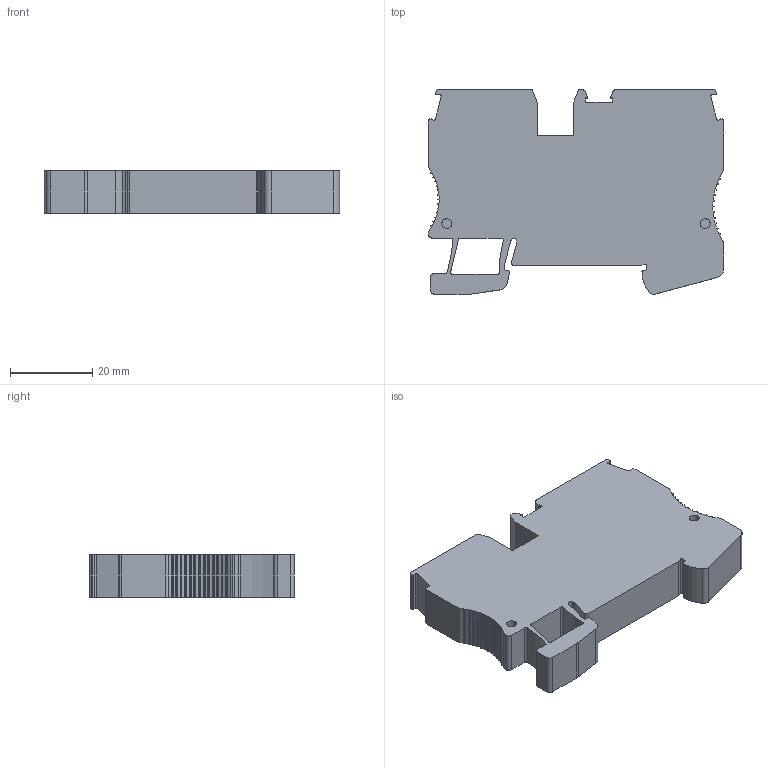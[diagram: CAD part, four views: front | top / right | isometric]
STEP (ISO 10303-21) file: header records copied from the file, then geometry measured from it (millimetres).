
FILE_DESCRIPTION((''),'2;1');
FILE_NAME('UJ5-10','2021-11-18T',('Administrator'),(''),'PRO/ENGINEER BY PARAMETRIC TECHNOLOGY CORPORATION, 2013230','PRO/ENGINEER BY PARAMETRIC TECHNOLOGY CORPORATION, 2013230','');
FILE_SCHEMA(('AUTOMOTIVE_DESIGN { 1 0 10303 214 1 1 1 1 }'));
Length unit declared in the file: millimetre
Products named in the file (1): UJ5-10
Bounding box: 71.6 x 49.6 x 10.2 mm (x, y, z)
Volume: 25940.6 mm3; surface area: 11610.7 mm2
Topology: 1 solids, 1 shells, 239 faces, 759 edges, 530 vertices
Faces by surface type: plane 139, cylinder 100
Entity records: 8661 total; most frequent: CARTESIAN_POINT 1594, ORIENTED_EDGE 1518, DIRECTION 1477, EDGE_CURVE 759, VERTEX_POINT 530, AXIS2_PLACEMENT_3D 495, VECTOR 487, LINE 487
